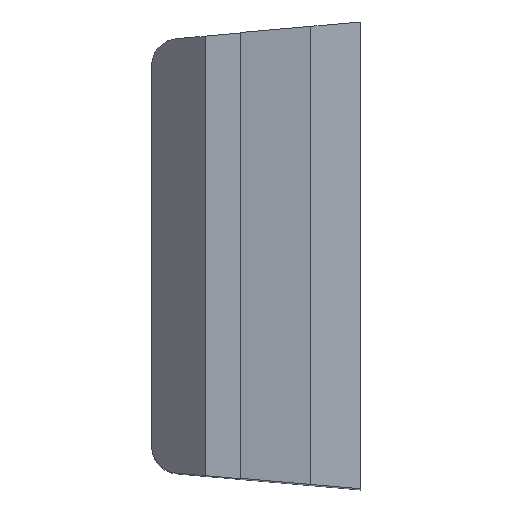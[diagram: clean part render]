
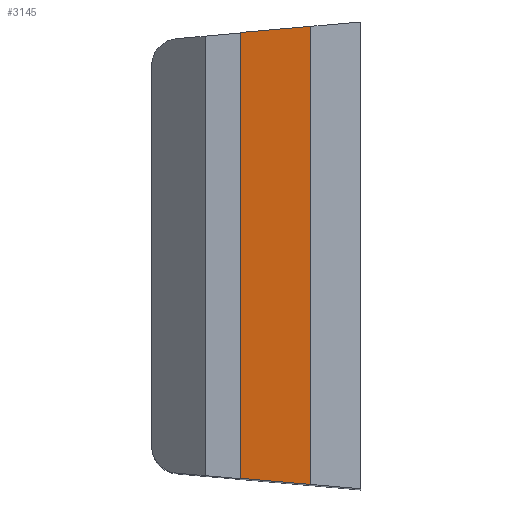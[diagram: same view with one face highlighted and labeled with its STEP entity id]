
A CAD part, top view. The second image highlights one B-rep face of the part: STEP entity #3145.
In plain terms, the highlighted planar face has unit normal (-0.122, 0, 0.993).
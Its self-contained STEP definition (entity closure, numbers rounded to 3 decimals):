
#224=FACE_OUTER_BOUND('',#418,.T.);
#418=EDGE_LOOP('',(#2400,#2401,#2402,#2403));
#695=LINE('',#4550,#1078);
#705=LINE('',#4600,#1088);
#708=LINE('',#4605,#1091);
#709=LINE('',#4607,#1092);
#1078=VECTOR('',#3746,1.);
#1088=VECTOR('',#3802,1.);
#1091=VECTOR('',#3809,1.);
#1092=VECTOR('',#3812,1.);
#1414=VERTEX_POINT('',#4547);
#1415=VERTEX_POINT('',#4549);
#1431=VERTEX_POINT('',#4597);
#1432=VERTEX_POINT('',#4599);
#1763=EDGE_CURVE('',#1415,#1414,#695,.T.);
#1783=EDGE_CURVE('',#1432,#1431,#705,.T.);
#1786=EDGE_CURVE('',#1414,#1432,#708,.T.);
#1787=EDGE_CURVE('',#1431,#1415,#709,.T.);
#2400=ORIENTED_EDGE('',*,*,#1763,.T.);
#2401=ORIENTED_EDGE('',*,*,#1786,.T.);
#2402=ORIENTED_EDGE('',*,*,#1783,.T.);
#2403=ORIENTED_EDGE('',*,*,#1787,.T.);
#2980=PLANE('',#3362);
#3145=ADVANCED_FACE('',(#224),#2980,.T.);
#3362=AXIS2_PLACEMENT_3D('',#4606,#3810,#3811);
#3746=DIRECTION('',(0.989,-0.087,0.121));
#3802=DIRECTION('',(-0.989,-0.087,-0.121));
#3809=DIRECTION('',(0.,1.,0.));
#3810=DIRECTION('center_axis',(-0.122,0.,
0.993));
#3811=DIRECTION('ref_axis',(-0.993,0.,-0.122));
#3812=DIRECTION('',(0.,-1.,0.));
#4547=CARTESIAN_POINT('',(1.7,-5.152,19.9));
#4549=CARTESIAN_POINT('',(0.12,-5.014,19.706));
#4550=CARTESIAN_POINT('',(0.782,-5.072,19.787));
#4597=CARTESIAN_POINT('',(0.12,5.014,19.706));
#4599=CARTESIAN_POINT('',(1.7,5.152,19.9));
#4600=CARTESIAN_POINT('',(1.527,5.137,19.879));
#4605=CARTESIAN_POINT('',(1.7,-2.625,19.9));
#4606=CARTESIAN_POINT('Origin',(0.91,-2.625,19.803));
#4607=CARTESIAN_POINT('',(0.12,-2.625,19.706));
